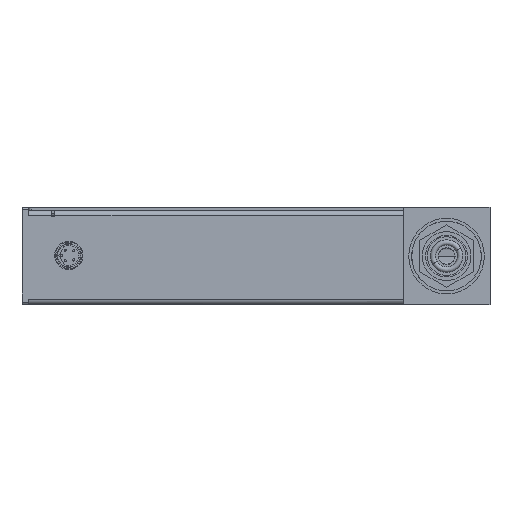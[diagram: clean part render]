
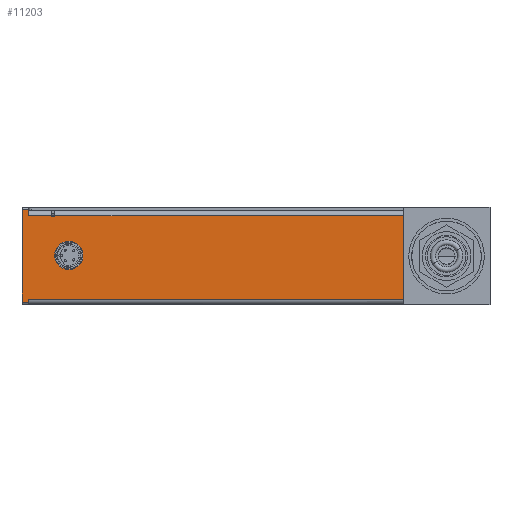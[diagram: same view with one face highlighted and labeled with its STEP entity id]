
A CAD part, left-side view. The second image highlights one B-rep face of the part: STEP entity #11203.
In plain terms, the highlighted planar face has unit normal (-1, 0, 0).
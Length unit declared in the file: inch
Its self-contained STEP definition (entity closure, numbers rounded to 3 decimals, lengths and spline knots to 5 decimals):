
#129 = ORIENTED_EDGE ( 'NONE', *, *, #11163, .T. ) ;
#1153 = DIRECTION ( 'NONE',  ( -1., 0., 0. ) ) ;
#1165 = LINE ( 'NONE', #13975, #19213 ) ;
#1281 = LINE ( 'NONE', #18040, #8750 ) ;
#1559 = FACE_BOUND ( 'NONE', #5006, .T. ) ;
#1932 = ORIENTED_EDGE ( 'NONE', *, *, #20567, .T. ) ;
#2133 = VERTEX_POINT ( 'NONE', #10700 ) ;
#2301 = DIRECTION ( 'NONE',  ( 0., 0., -1. ) ) ;
#2466 = VECTOR ( 'NONE', #16968, 39.37008 ) ;
#3033 = CARTESIAN_POINT ( 'NONE',  ( 0.495, 4.845, -0.3928 ) ) ;
#3276 = CARTESIAN_POINT ( 'NONE',  ( 0.495, 5.04, -0.0983 ) ) ;
#3309 = EDGE_CURVE ( 'NONE', #28824, #10393, #36806, .T. ) ;
#3336 = VERTEX_POINT ( 'NONE', #40968 ) ;
#3438 = VERTEX_POINT ( 'NONE', #31552 ) ;
#3616 = DIRECTION ( 'NONE',  ( 0., 0., 1. ) ) ;
#3729 = CARTESIAN_POINT ( 'NONE',  ( 0.495, 4.845, -0.5553 ) ) ;
#4147 = DIRECTION ( 'NONE',  ( 0., 0., 1. ) ) ;
#4156 = EDGE_CURVE ( 'NONE', #6575, #32180, #18240, .T. ) ;
#4396 = ORIENTED_EDGE ( 'NONE', *, *, #19664, .T. ) ;
#4707 = FACE_OUTER_BOUND ( 'NONE', #32827, .T. ) ;
#5006 = EDGE_LOOP ( 'NONE', ( #32366, #12951 ) ) ;
#5384 = CARTESIAN_POINT ( 'NONE',  ( 0.495, 5.005, -0.0983 ) ) ;
#5510 = CARTESIAN_POINT ( 'NONE',  ( 0.495, 5.005, -0.1083 ) ) ;
#5911 = AXIS2_PLACEMENT_3D ( 'NONE', #3729, #16533, #4147 ) ;
#6432 = CARTESIAN_POINT ( 'NONE',  ( 0.495, 5.31, -1.0583 ) ) ;
#6482 = CIRCLE ( 'NONE', #20550, 0.1625 ) ;
#6575 = VERTEX_POINT ( 'NONE', #38213 ) ;
#6833 = EDGE_CURVE ( 'NONE', #26989, #26389, #7743, .T. ) ;
#6945 = LINE ( 'NONE', #32730, #33995 ) ;
#7509 = EDGE_CURVE ( 'NONE', #10279, #24943, #6945, .T. ) ;
#7743 = LINE ( 'NONE', #20112, #2466 ) ;
#7896 = CARTESIAN_POINT ( 'NONE',  ( 0.495, 5.38, -1.0913 ) ) ;
#8079 = CARTESIAN_POINT ( 'NONE',  ( 0.495, 5.005, -0.1083 ) ) ;
#8099 = ORIENTED_EDGE ( 'NONE', *, *, #32954, .T. ) ;
#8106 = DIRECTION ( 'NONE',  ( 0., 0., -1. ) ) ;
#8718 = VECTOR ( 'NONE', #21072, 39.37008 ) ;
#8750 = VECTOR ( 'NONE', #17623, 39.37008 ) ;
#9107 = VECTOR ( 'NONE', #24086, 39.37008 ) ;
#10279 = VERTEX_POINT ( 'NONE', #11011 ) ;
#10346 = CARTESIAN_POINT ( 'NONE',  ( 0.495, 0.99, -1.0583 ) ) ;
#10393 = VERTEX_POINT ( 'NONE', #20846 ) ;
#10408 = LINE ( 'NONE', #8079, #38417 ) ;
#10695 = ORIENTED_EDGE ( 'NONE', *, *, #6833, .T. ) ;
#10700 = CARTESIAN_POINT ( 'NONE',  ( 0.495, 5.31, -1.0913 ) ) ;
#11011 = CARTESIAN_POINT ( 'NONE',  ( 0.495, 0.94, -0.0983 ) ) ;
#11163 = EDGE_CURVE ( 'NONE', #17411, #32180, #10408, .T. ) ;
#11203 = ADVANCED_FACE ( 'NONE', ( #1559, #4707 ), #27141, .T. ) ;
#11286 = CARTESIAN_POINT ( 'NONE',  ( 0.495, 5.31, -1.0913 ) ) ;
#12317 = CARTESIAN_POINT ( 'NONE',  ( 0.495, 5.31, -0.0308 ) ) ;
#12951 = ORIENTED_EDGE ( 'NONE', *, *, #29016, .F. ) ;
#13067 = VECTOR ( 'NONE', #16084, 39.37008 ) ;
#13204 = EDGE_CURVE ( 'NONE', #6575, #33216, #22774, .T. ) ;
#13408 = CARTESIAN_POINT ( 'NONE',  ( 0.495, 5.005, -0.0983 ) ) ;
#13975 = CARTESIAN_POINT ( 'NONE',  ( 0.495, 0.94, -0.0983 ) ) ;
#14382 = VECTOR ( 'NONE', #8106, 39.37008 ) ;
#15452 = CARTESIAN_POINT ( 'NONE',  ( 0.495, 0.99, -1.0483 ) ) ;
#15748 = EDGE_CURVE ( 'NONE', #3438, #17001, #6482, .T. ) ;
#15750 = EDGE_CURVE ( 'NONE', #10279, #23360, #1165, .T. ) ;
#16084 = DIRECTION ( 'NONE',  ( 0., 1., 0. ) ) ;
#16127 = ORIENTED_EDGE ( 'NONE', *, *, #3309, .T. ) ;
#16134 = CARTESIAN_POINT ( 'NONE',  ( 0.495, 5.38, -0.0308 ) ) ;
#16533 = DIRECTION ( 'NONE',  ( -1., 0., 0. ) ) ;
#16968 = DIRECTION ( 'NONE',  ( 0., 0., 1. ) ) ;
#17001 = VERTEX_POINT ( 'NONE', #3033 ) ;
#17411 = VERTEX_POINT ( 'NONE', #5510 ) ;
#17513 = CARTESIAN_POINT ( 'NONE',  ( 0.495, 4.845, -0.5553 ) ) ;
#17623 = DIRECTION ( 'NONE',  ( 0., -1., 0. ) ) ;
#18040 = CARTESIAN_POINT ( 'NONE',  ( 0.495, 0.99, -1.0483 ) ) ;
#18240 = LINE ( 'NONE', #31039, #21787 ) ;
#18812 = DIRECTION ( 'NONE',  ( 0., -1., 0. ) ) ;
#19009 = CARTESIAN_POINT ( 'NONE',  ( 0.495, 5.31, -0.0983 ) ) ;
#19213 = VECTOR ( 'NONE', #39502, 39.37008 ) ;
#19664 = EDGE_CURVE ( 'NONE', #10393, #2133, #27785, .T. ) ;
#20112 = CARTESIAN_POINT ( 'NONE',  ( 0.495, 0.99, -1.0583 ) ) ;
#20321 = CARTESIAN_POINT ( 'NONE',  ( 0.495, 5.31, -0.0308 ) ) ;
#20550 = AXIS2_PLACEMENT_3D ( 'NONE', #17513, #27153, #30504 ) ;
#20567 = EDGE_CURVE ( 'NONE', #3336, #26989, #31401, .T. ) ;
#20846 = CARTESIAN_POINT ( 'NONE',  ( 0.495, 5.38, -1.0913 ) ) ;
#20854 = DIRECTION ( 'NONE',  ( 0., 0., 1. ) ) ;
#21072 = DIRECTION ( 'NONE',  ( 0., -1., 0. ) ) ;
#21097 = ORIENTED_EDGE ( 'NONE', *, *, #7509, .F. ) ;
#21520 = EDGE_CURVE ( 'NONE', #26389, #24943, #1281, .T. ) ;
#21787 = VECTOR ( 'NONE', #2301, 39.37008 ) ;
#22706 = CARTESIAN_POINT ( 'NONE',  ( 0.495, 5.31, -0.0983 ) ) ;
#22747 = ORIENTED_EDGE ( 'NONE', *, *, #15750, .T. ) ;
#22774 = LINE ( 'NONE', #3276, #13067 ) ;
#23360 = VERTEX_POINT ( 'NONE', #5384 ) ;
#23895 = CARTESIAN_POINT ( 'NONE',  ( 0.495, 5.04, -0.1083 ) ) ;
#24086 = DIRECTION ( 'NONE',  ( 0., 0., 1. ) ) ;
#24375 = AXIS2_PLACEMENT_3D ( 'NONE', #35951, #1153, #20854 ) ;
#24943 = VERTEX_POINT ( 'NONE', #28813 ) ;
#25413 = VERTEX_POINT ( 'NONE', #12317 ) ;
#25744 = ORIENTED_EDGE ( 'NONE', *, *, #4156, .F. ) ;
#25869 = EDGE_CURVE ( 'NONE', #33216, #25413, #32947, .T. ) ;
#26389 = VERTEX_POINT ( 'NONE', #15452 ) ;
#26964 = CARTESIAN_POINT ( 'NONE',  ( 0.495, 5.38, -0.0308 ) ) ;
#26989 = VERTEX_POINT ( 'NONE', #10346 ) ;
#27141 = PLANE ( 'NONE',  #24375 ) ;
#27153 = DIRECTION ( 'NONE',  ( -1., 0., 0. ) ) ;
#27335 = EDGE_CURVE ( 'NONE', #25413, #28824, #38761, .T. ) ;
#27379 = ORIENTED_EDGE ( 'NONE', *, *, #32734, .T. ) ;
#27785 = LINE ( 'NONE', #7896, #8718 ) ;
#28813 = CARTESIAN_POINT ( 'NONE',  ( 0.495, 0.94, -1.0483 ) ) ;
#28824 = VERTEX_POINT ( 'NONE', #16134 ) ;
#29016 = EDGE_CURVE ( 'NONE', #17001, #3438, #32006, .T. ) ;
#29543 = DIRECTION ( 'NONE',  ( 0., 0., -1. ) ) ;
#29876 = DIRECTION ( 'NONE',  ( 0., 1., 0. ) ) ;
#29888 = ORIENTED_EDGE ( 'NONE', *, *, #27335, .T. ) ;
#29970 = DIRECTION ( 'NONE',  ( 0., 1., 0. ) ) ;
#30351 = LINE ( 'NONE', #11286, #9107 ) ;
#30504 = DIRECTION ( 'NONE',  ( 0., 0., -1. ) ) ;
#31039 = CARTESIAN_POINT ( 'NONE',  ( 0.495, 5.04, -0.0983 ) ) ;
#31401 = LINE ( 'NONE', #6432, #35549 ) ;
#31552 = CARTESIAN_POINT ( 'NONE',  ( 0.495, 4.845, -0.7178 ) ) ;
#32006 = CIRCLE ( 'NONE', #5911, 0.1625 ) ;
#32045 = LINE ( 'NONE', #13408, #40474 ) ;
#32180 = VERTEX_POINT ( 'NONE', #23895 ) ;
#32366 = ORIENTED_EDGE ( 'NONE', *, *, #15748, .F. ) ;
#32518 = DIRECTION ( 'NONE',  ( 0., 0., -1. ) ) ;
#32730 = CARTESIAN_POINT ( 'NONE',  ( 0.495, 0.94, -0.0983 ) ) ;
#32734 = EDGE_CURVE ( 'NONE', #23360, #17411, #32045, .T. ) ;
#32827 = EDGE_LOOP ( 'NONE', ( #10695, #34002, #21097, #22747, #27379, #129, #25744, #41013, #34111, #29888, #16127, #4396, #8099, #1932 ) ) ;
#32947 = LINE ( 'NONE', #22706, #38654 ) ;
#32954 = EDGE_CURVE ( 'NONE', #2133, #3336, #30351, .T. ) ;
#33216 = VERTEX_POINT ( 'NONE', #19009 ) ;
#33995 = VECTOR ( 'NONE', #32518, 39.37008 ) ;
#34002 = ORIENTED_EDGE ( 'NONE', *, *, #21520, .T. ) ;
#34111 = ORIENTED_EDGE ( 'NONE', *, *, #25869, .T. ) ;
#35549 = VECTOR ( 'NONE', #18812, 39.37008 ) ;
#35951 = CARTESIAN_POINT ( 'NONE',  ( 0.495, 0.99, -1.1183 ) ) ;
#36806 = LINE ( 'NONE', #26964, #14382 ) ;
#37275 = VECTOR ( 'NONE', #29970, 39.37008 ) ;
#38213 = CARTESIAN_POINT ( 'NONE',  ( 0.495, 5.04, -0.0983 ) ) ;
#38417 = VECTOR ( 'NONE', #29876, 39.37008 ) ;
#38654 = VECTOR ( 'NONE', #3616, 39.37008 ) ;
#38761 = LINE ( 'NONE', #20321, #37275 ) ;
#39502 = DIRECTION ( 'NONE',  ( 0., 1., 0. ) ) ;
#40474 = VECTOR ( 'NONE', #29543, 39.37008 ) ;
#40968 = CARTESIAN_POINT ( 'NONE',  ( 0.495, 5.31, -1.0583 ) ) ;
#41013 = ORIENTED_EDGE ( 'NONE', *, *, #13204, .T. ) ;
